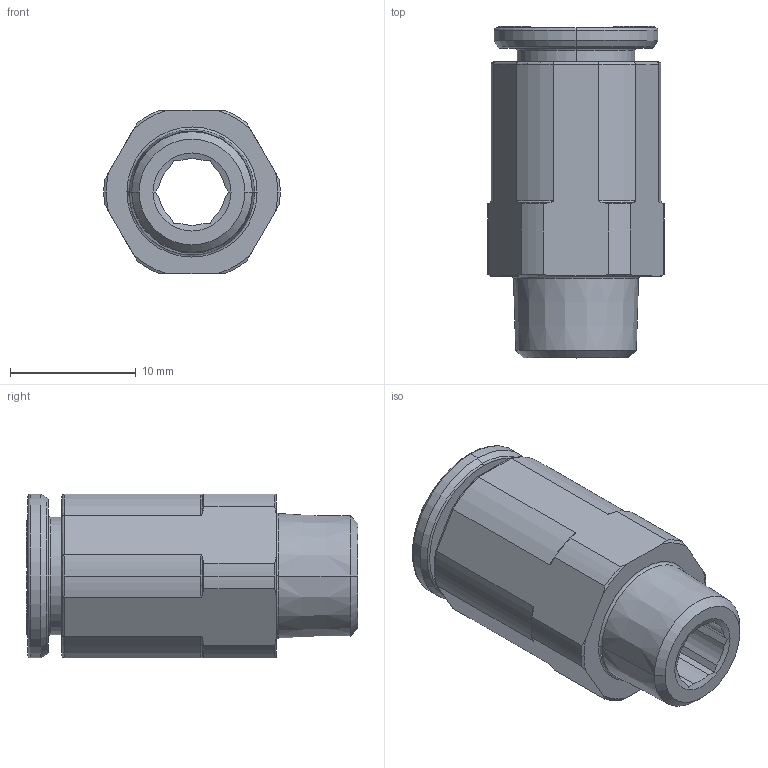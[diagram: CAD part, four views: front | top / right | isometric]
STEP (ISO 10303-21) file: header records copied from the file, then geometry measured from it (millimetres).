
FILE_DESCRIPTION(('STEP AP214'),'1');
FILE_NAME('6805_08_10.stp','2016-07-07T14:41:06',('TraceParts'),('TraceParts S.A.'),'Spatial InterOp 3D',' ',' ');
FILE_SCHEMA(('automotive_design'));
Length unit declared in the file: millimetre
Products named in the file (6): 6805 08 10|44108-18_ASM_919#44108-18_ASM|44108-31_915#44108-31;Solide1; 6805 08 10|44108-18_ASM_919#44108-18_ASM|44108_916#44108;Solide1; 6805 08 10|44108-18_ASM_919#44108-18_ASM|44108-30_917#44108-30;Solide1; 6805 08 10|44108-18_ASM_919#44108-18_ASM|44108-40_918#44108-40;Solide1; 6805 08 10|44708-10_914#44708-10;Solide1; 6805 08 10|44108-11-10-ASM_920#44108-11-10-ASM;Solide1
Bounding box: 14 x 26.35 x 13 mm (x, y, z)
Volume: 1911.1 mm3; surface area: 3518.1 mm2
Topology: 6 solids, 6 shells, 737 faces, 1950 edges, 1252 vertices
Faces by surface type: plane 429, cone 103, cylinder 95, bspline 56, torus 52, sphere 2
Entity records: 31451 total; most frequent: CARTESIAN_POINT 7390, ORIENTED_EDGE 3896, DIRECTION 3525, EDGE_CURVE 1948, LINE 1329, VECTOR 1329, VERTEX_POINT 1252, AXIS2_PLACEMENT_3D 1098
